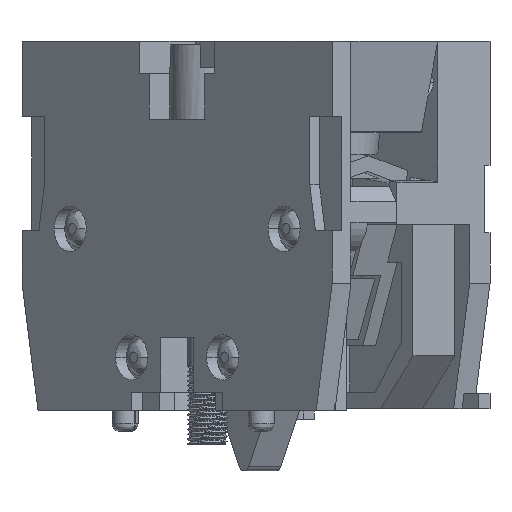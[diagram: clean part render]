
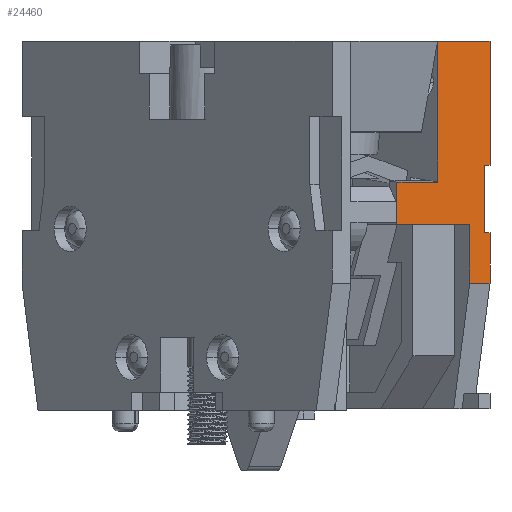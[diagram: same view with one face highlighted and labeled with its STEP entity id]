
A CAD part, front view. The second image highlights one B-rep face of the part: STEP entity #24460.
In plain terms, the highlighted planar face has unit normal (0.707, -0.707, 0).
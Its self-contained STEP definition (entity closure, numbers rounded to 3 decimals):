
#9752=DIRECTION('',(-0.707,-0.707,0.));
#9753=VECTOR('',#9752,3.8);
#9754=CARTESIAN_POINT('',(6.661,-13.845,45.333));
#9755=LINE('',#9754,#9753);
#9756=DIRECTION('',(0.707,0.707,0.));
#9757=VECTOR('',#9756,4.9);
#9758=CARTESIAN_POINT('',(6.661,-13.845,54.65));
#9759=LINE('',#9758,#9757);
#9760=DIRECTION('',(-0.707,-0.707,0.));
#9761=VECTOR('',#9760,0.5);
#9762=CARTESIAN_POINT('',(10.126,-10.38,46.45));
#9763=LINE('',#9762,#9761);
#9764=DIRECTION('',(0.,0.,-1.));
#9765=VECTOR('',#9764,4.45);
#9766=CARTESIAN_POINT('',(9.772,-10.734,46.45));
#9767=LINE('',#9766,#9765);
#9768=DIRECTION('',(0.707,0.707,0.));
#9769=VECTOR('',#9768,0.5);
#9770=CARTESIAN_POINT('',(9.772,-10.734,42.));
#9771=LINE('',#9770,#9769);
#9772=DIRECTION('',(0.,0.,1.));
#9773=VECTOR('',#9772,3.9);
#9774=CARTESIAN_POINT('',(8.782,-11.724,38.65));
#9775=LINE('',#9774,#9773);
#9776=DIRECTION('',(-0.707,-0.707,0.));
#9777=VECTOR('',#9776,6.8);
#9778=CARTESIAN_POINT('',(8.782,-11.724,42.55));
#9779=LINE('',#9778,#9777);
#9780=DIRECTION('',(0.,0.,1.));
#9781=VECTOR('',#9780,2.783);
#9782=CARTESIAN_POINT('',(3.974,-16.532,42.55));
#9783=LINE('',#9782,#9781);
#9784=DIRECTION('',(0.,0.,1.));
#9785=VECTOR('',#9784,9.317);
#9786=CARTESIAN_POINT('',(6.661,-13.845,45.333));
#9787=LINE('',#9786,#9785);
#9796=DIRECTION('',(0.,0.,1.));
#9797=VECTOR('',#9796,3.35);
#9798=CARTESIAN_POINT('',(10.126,-10.38,38.65));
#9799=LINE('',#9798,#9797);
#9812=DIRECTION('',(0.,0.,1.));
#9813=VECTOR('',#9812,8.2);
#9814=CARTESIAN_POINT('',(10.126,-10.38,46.45));
#9815=LINE('',#9814,#9813);
#9900=DIRECTION('',(0.707,0.707,0.));
#9901=VECTOR('',#9900,1.9);
#9902=CARTESIAN_POINT('',(8.782,-11.724,38.65));
#9903=LINE('',#9902,#9901);
#12256=CARTESIAN_POINT('',(10.126,-10.38,54.65));
#12258=VERTEX_POINT('',#12256);
#12260=CARTESIAN_POINT('',(6.661,-13.845,
45.333));
#12262=VERTEX_POINT('',#12260);
#12268=CARTESIAN_POINT('',(10.126,-10.38,46.45));
#12269=VERTEX_POINT('',#12268);
#12270=CARTESIAN_POINT('',(9.772,-10.734,46.45));
#12271=VERTEX_POINT('',#12270);
#12272=CARTESIAN_POINT('',(9.772,-10.734,42.));
#12273=VERTEX_POINT('',#12272);
#12274=CARTESIAN_POINT('',(10.126,-10.38,42.));
#12275=VERTEX_POINT('',#12274);
#12276=CARTESIAN_POINT('',(10.126,-10.38,38.65));
#12277=VERTEX_POINT('',#12276);
#12278=CARTESIAN_POINT('',(8.782,-11.724,38.65));
#12279=VERTEX_POINT('',#12278);
#12280=CARTESIAN_POINT('',(8.782,-11.724,42.55));
#12281=VERTEX_POINT('',#12280);
#12282=CARTESIAN_POINT('',(3.974,-16.532,42.55));
#12283=VERTEX_POINT('',#12282);
#12284=CARTESIAN_POINT('',(3.974,-16.532,
45.333));
#12285=VERTEX_POINT('',#12284);
#12750=CARTESIAN_POINT('',(6.661,-13.845,54.65));
#12751=VERTEX_POINT('',#12750);
#24433=CARTESIAN_POINT('',(8.782,-11.724,42.75));
#24434=DIRECTION('',(-0.707,0.707,0.));
#24435=DIRECTION('',(-0.707,-0.707,0.));
#24436=AXIS2_PLACEMENT_3D('',#24433,#24434,#24435);
#24437=PLANE('',#24436);
#24438=ORIENTED_EDGE('',*,*,#13622,.T.);
#24440=ORIENTED_EDGE('',*,*,#24439,.F.);
#24442=ORIENTED_EDGE('',*,*,#24441,.T.);
#24444=ORIENTED_EDGE('',*,*,#24443,.T.);
#24446=ORIENTED_EDGE('',*,*,#24445,.T.);
#24448=ORIENTED_EDGE('',*,*,#24447,.F.);
#24450=ORIENTED_EDGE('',*,*,#24449,.F.);
#24452=ORIENTED_EDGE('',*,*,#24451,.T.);
#24454=ORIENTED_EDGE('',*,*,#24453,.T.);
#24455=ORIENTED_EDGE('',*,*,#16075,.T.);
#24456=ORIENTED_EDGE('',*,*,#24428,.F.);
#24457=ORIENTED_EDGE('',*,*,#13437,.T.);
#24458=EDGE_LOOP('',(#24438,#24440,#24442,#24444,#24446,#24448,#24450,#24452,
#24454,#24455,#24456,#24457));
#24459=FACE_OUTER_BOUND('',#24458,.F.);
#24460=ADVANCED_FACE('',(#24459),#24437,.F.);
#13437=EDGE_CURVE('',#12262,#12751,#9787,.T.);
#13622=EDGE_CURVE('',#12751,#12258,#9759,.T.);
#16075=EDGE_CURVE('',#12283,#12285,#9783,.T.);
#24428=EDGE_CURVE('',#12262,#12285,#9755,.T.);
#24439=EDGE_CURVE('',#12269,#12258,#9815,.T.);
#24441=EDGE_CURVE('',#12269,#12271,#9763,.T.);
#24443=EDGE_CURVE('',#12271,#12273,#9767,.T.);
#24445=EDGE_CURVE('',#12273,#12275,#9771,.T.);
#24447=EDGE_CURVE('',#12277,#12275,#9799,.T.);
#24449=EDGE_CURVE('',#12279,#12277,#9903,.T.);
#24451=EDGE_CURVE('',#12279,#12281,#9775,.T.);
#24453=EDGE_CURVE('',#12281,#12283,#9779,.T.);
